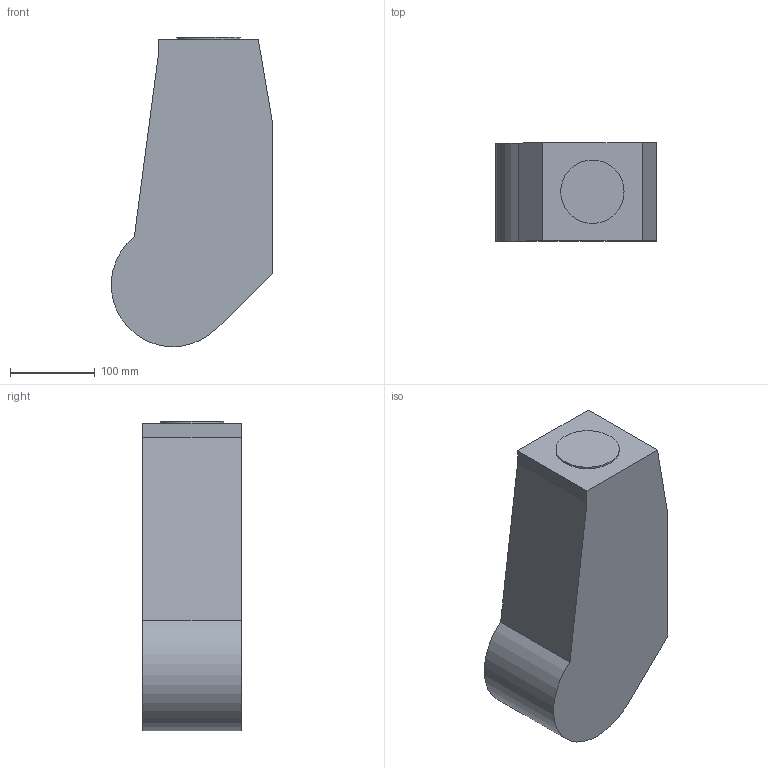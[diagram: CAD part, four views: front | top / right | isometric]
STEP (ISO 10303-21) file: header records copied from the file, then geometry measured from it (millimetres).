
FILE_DESCRIPTION (( 'STEP AP203' ), '1' );
FILE_NAME ('Link3_Default_sldprt.STEP', '2023-05-15T21:54:16', ( 'User' ), ( '' ), 'SwSTEP 2.0', 'SolidWorks 2023', '' );
FILE_SCHEMA (( 'CONFIG_CONTROL_DESIGN' ));
Length unit declared in the file: centimetre
Products named in the file (1): Link3_Default_sldprt
Bounding box: 190.8 x 116 x 366 mm (x, y, z)
Volume: 6174168.1 mm3; surface area: 218519.9 mm2
Topology: 1 solids, 1 shells, 13 faces, 30 edges, 20 vertices
Faces by surface type: plane 9, cylinder 4
Entity records: 449 total; most frequent: DIRECTION 66, CARTESIAN_POINT 64, ORIENTED_EDGE 60, EDGE_CURVE 30, VECTOR 22, AXIS2_PLACEMENT_3D 22, LINE 22, VERTEX_POINT 20
